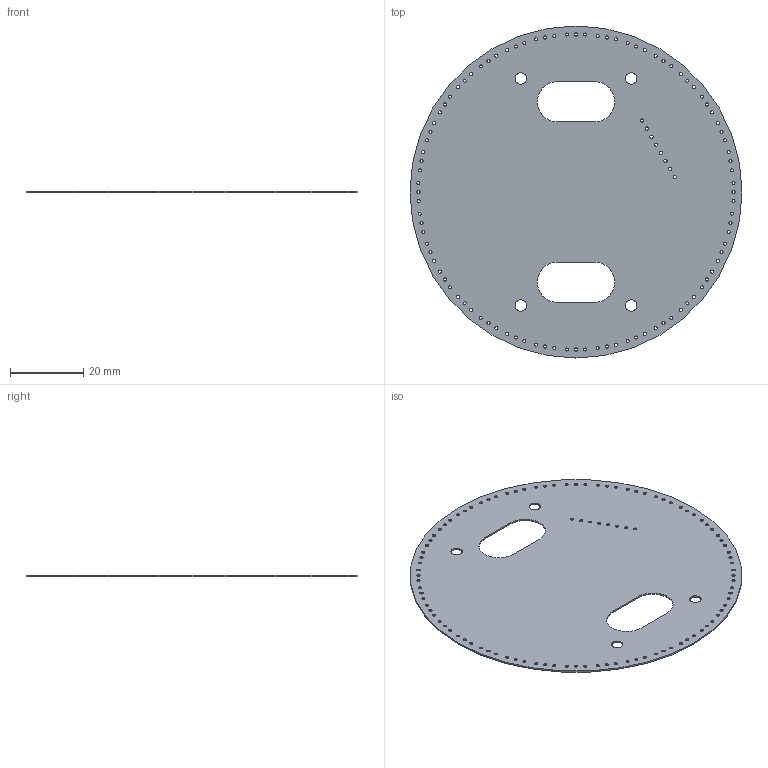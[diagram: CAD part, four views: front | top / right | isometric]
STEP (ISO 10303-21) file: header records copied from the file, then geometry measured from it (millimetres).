
FILE_DESCRIPTION(/* description */ (''),/* implementation_level */ '2;1');
FILE_NAME(/* name */ 'tssp_con.stp',/* time_stamp */ '2025-01-08T14:28:18+03:00',/* author */ ('Ivan'),/* organization */ (''),/* preprocessor_version */ 'ST-DEVELOPER v18',/* originating_system */ 'Autodesk Inventor 2020',/* authorisation */ '');
FILE_SCHEMA (('CONFIG_CONTROL_DESIGN'));
Length unit declared in the file: millimetre
Products named in the file (1): Open CASCADE STEP translator 6.8 1.1.1
Bounding box: 90.63 x 90.63 x 0.41 mm (x, y, z)
Volume: 2447.9 mm3; surface area: 12191.2 mm2
Topology: 1 solids, 1 shells, 207 faces, 825 edges, 620 vertices
Faces by surface type: cylinder 109, plane 98
Full cylindrical faces by diameter (mm): 0.85 x96, 0.9 x8, 3.1 x4, 90.626 x1
Entity records: 9597 total; most frequent: DIRECTION 1669, CARTESIAN_POINT 1653, ORIENTED_EDGE 1650, EDGE_CURVE 825, AXIS2_PLACEMENT_3D 636, VERTEX_POINT 620, CIRCLE 428, EDGE_LOOP 427
